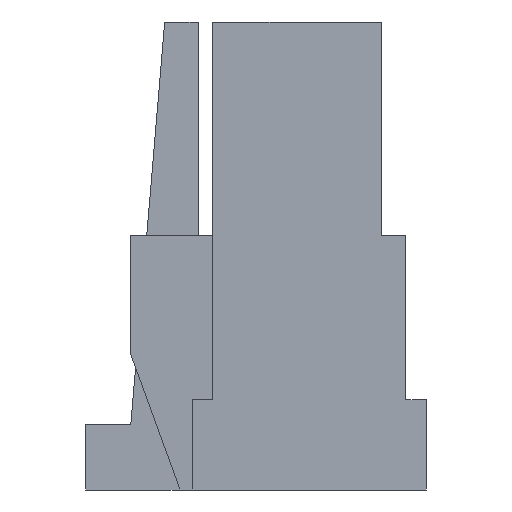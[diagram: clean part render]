
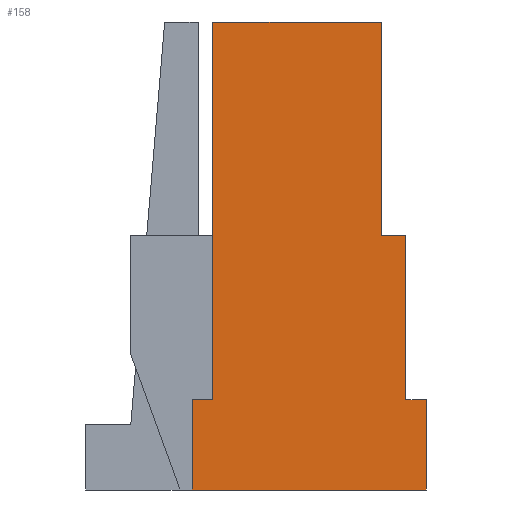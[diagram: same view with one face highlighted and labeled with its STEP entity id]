
A CAD part, left-side view. The second image highlights one B-rep face of the part: STEP entity #158.
In plain terms, the highlighted planar face has unit normal (-1, 0, 0).
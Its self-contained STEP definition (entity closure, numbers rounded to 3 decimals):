
#158 = ADVANCED_FACE ( 'NONE', ( #1776 ), #2998, .F. ) ;
#252 = EDGE_LOOP ( 'NONE', ( #311, #310, #309, #308, #307, #306, #305, #304, #303, #302 ) ) ;
#302 = ORIENTED_EDGE ( 'NONE', *, *, #1426, .F. ) ;
#303 = ORIENTED_EDGE ( 'NONE', *, *, #1428, .F. ) ;
#304 = ORIENTED_EDGE ( 'NONE', *, *, #1454, .F. ) ;
#305 = ORIENTED_EDGE ( 'NONE', *, *, #559, .F. ) ;
#306 = ORIENTED_EDGE ( 'NONE', *, *, #2064, .F. ) ;
#307 = ORIENTED_EDGE ( 'NONE', *, *, #597, .T. ) ;
#308 = ORIENTED_EDGE ( 'NONE', *, *, #2062, .F. ) ;
#309 = ORIENTED_EDGE ( 'NONE', *, *, #562, .F. ) ;
#310 = ORIENTED_EDGE ( 'NONE', *, *, #1434, .T. ) ;
#311 = ORIENTED_EDGE ( 'NONE', *, *, #1435, .T. ) ;
#504 = AXIS2_PLACEMENT_3D ( 'NONE', #2999, #3004, #3005 ) ;
#559 = EDGE_CURVE ( 'NONE', #1826, #1824, #2321, .T. ) ;
#562 = EDGE_CURVE ( 'NONE', #1827, #1812, #2344, .T. ) ;
#597 = EDGE_CURVE ( 'NONE', #1848, #1831, #1031, .T. ) ;
#683 = CARTESIAN_POINT ( 'NONE',  ( -9.333, 0.133, 7. ) ) ;
#709 = CARTESIAN_POINT ( 'NONE',  ( -9.333, 0.133, 5.9 ) ) ;
#712 = CARTESIAN_POINT ( 'NONE',  ( -9.333, -2.717, 5.9 ) ) ;
#715 = CARTESIAN_POINT ( 'NONE',  ( -9.333, -0.117, 7. ) ) ;
#837 = LINE ( 'NONE', #869, #838 ) ;
#838 = VECTOR ( 'NONE', #871, 1000. ) ;
#839 = LINE ( 'NONE', #873, #842 ) ;
#842 = VECTOR ( 'NONE', #875, 1000. ) ;
#869 = CARTESIAN_POINT ( 'NONE',  ( -9.333, -2.467, 8.75 ) ) ;
#871 = DIRECTION ( 'NONE',  ( 0., 0., -1. ) ) ;
#873 = CARTESIAN_POINT ( 'NONE',  ( -9.333, -2.167, 8.75 ) ) ;
#875 = DIRECTION ( 'NONE',  ( 0., 0., -1. ) ) ;
#1031 = LINE ( 'NONE', #1080, #1040 ) ;
#1040 = VECTOR ( 'NONE', #1089, 1000. ) ;
#1080 = CARTESIAN_POINT ( 'NONE',  ( -9.333, -2.317, 9. ) ) ;
#1089 = DIRECTION ( 'NONE',  ( 0., 1., 0. ) ) ;
#1426 = EDGE_CURVE ( 'NONE', #1922, #1896, #2818, .T. ) ;
#1428 = EDGE_CURVE ( 'NONE', #1896, #1928, #2821, .T. ) ;
#1434 = EDGE_CURVE ( 'NONE', #1925, #1812, #2837, .T. ) ;
#1435 = EDGE_CURVE ( 'NONE', #1922, #1925, #2839, .T. ) ;
#1454 = EDGE_CURVE ( 'NONE', #1928, #1826, #2877, .T. ) ;
#1776 = FACE_OUTER_BOUND ( 'NONE', #252, .T. ) ;
#1812 = VERTEX_POINT ( 'NONE', #2578 ) ;
#1824 = VERTEX_POINT ( 'NONE', #2588 ) ;
#1826 = VERTEX_POINT ( 'NONE', #2590 ) ;
#1827 = VERTEX_POINT ( 'NONE', #2591 ) ;
#1831 = VERTEX_POINT ( 'NONE', #2595 ) ;
#1848 = VERTEX_POINT ( 'NONE', #2612 ) ;
#1896 = VERTEX_POINT ( 'NONE', #683 ) ;
#1922 = VERTEX_POINT ( 'NONE', #709 ) ;
#1925 = VERTEX_POINT ( 'NONE', #712 ) ;
#1928 = VERTEX_POINT ( 'NONE', #715 ) ;
#2062 = EDGE_CURVE ( 'NONE', #1848, #1827, #837, .T. ) ;
#2064 = EDGE_CURVE ( 'NONE', #1824, #1831, #839, .T. ) ;
#2149 = CARTESIAN_POINT ( 'NONE',  ( -9.333, 0.133, 0. ) ) ;
#2152 = CARTESIAN_POINT ( 'NONE',  ( -9.333, 0.133, 7. ) ) ;
#2155 = DIRECTION ( 'NONE',  ( 0., 0., 1. ) ) ;
#2159 = DIRECTION ( 'NONE',  ( 0., -1., 0. ) ) ;
#2170 = CARTESIAN_POINT ( 'NONE',  ( -9.333, -2.717, 6.45 ) ) ;
#2171 = DIRECTION ( 'NONE',  ( 0., 0., 1. ) ) ;
#2172 = CARTESIAN_POINT ( 'NONE',  ( -9.333, -1.217, 5.9 ) ) ;
#2173 = DIRECTION ( 'NONE',  ( 0., -1., 0. ) ) ;
#2321 = LINE ( 'NONE', #2744, #2340 ) ;
#2340 = VECTOR ( 'NONE', #2746, 1000. ) ;
#2344 = LINE ( 'NONE', #3103, #2347 ) ;
#2347 = VECTOR ( 'NONE', #3105, 1000. ) ;
#2578 = CARTESIAN_POINT ( 'NONE',  ( -9.333, -2.717, 7. ) ) ;
#2588 = CARTESIAN_POINT ( 'NONE',  ( -9.333, -2.167, 11.6 ) ) ;
#2590 = CARTESIAN_POINT ( 'NONE',  ( -9.333, -0.117, 11.6 ) ) ;
#2591 = CARTESIAN_POINT ( 'NONE',  ( -9.333, -2.467, 7. ) ) ;
#2595 = CARTESIAN_POINT ( 'NONE',  ( -9.333, -2.167, 9. ) ) ;
#2612 = CARTESIAN_POINT ( 'NONE',  ( -9.333, -2.467, 9. ) ) ;
#2744 = CARTESIAN_POINT ( 'NONE',  ( -9.333, -1.417, 11.6 ) ) ;
#2746 = DIRECTION ( 'NONE',  ( 0., -1., 0. ) ) ;
#2761 = CARTESIAN_POINT ( 'NONE',  ( -9.333, -0.117, 8.75 ) ) ;
#2762 = DIRECTION ( 'NONE',  ( 0., 0., 1. ) ) ;
#2818 = LINE ( 'NONE', #2149, #2824 ) ;
#2821 = LINE ( 'NONE', #2152, #2828 ) ;
#2824 = VECTOR ( 'NONE', #2155, 1000. ) ;
#2828 = VECTOR ( 'NONE', #2159, 1000. ) ;
#2837 = LINE ( 'NONE', #2170, #2840 ) ;
#2839 = LINE ( 'NONE', #2172, #2842 ) ;
#2840 = VECTOR ( 'NONE', #2171, 1000. ) ;
#2842 = VECTOR ( 'NONE', #2173, 1000. ) ;
#2877 = LINE ( 'NONE', #2761, #2880 ) ;
#2880 = VECTOR ( 'NONE', #2762, 1000. ) ;
#2998 = PLANE ( 'NONE',  #504 ) ;
#2999 = CARTESIAN_POINT ( 'NONE',  ( -9.333, -0.117, 11.6 ) ) ;
#3004 = DIRECTION ( 'NONE',  ( 1., 0., 0. ) ) ;
#3005 = DIRECTION ( 'NONE',  ( 0., -1., 0. ) ) ;
#3103 = CARTESIAN_POINT ( 'NONE',  ( -9.333, -1.417, 7. ) ) ;
#3105 = DIRECTION ( 'NONE',  ( 0., -1., 0. ) ) ;
